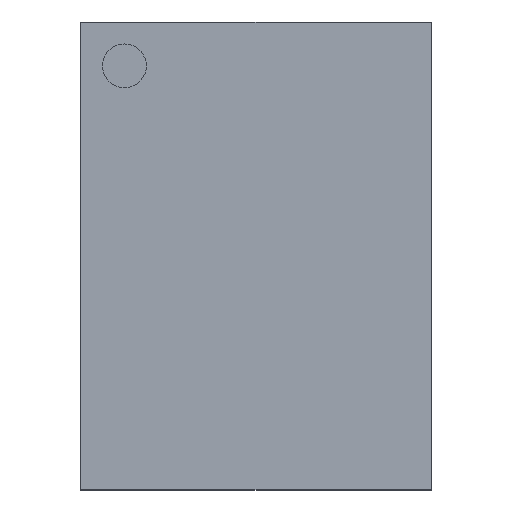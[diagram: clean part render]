
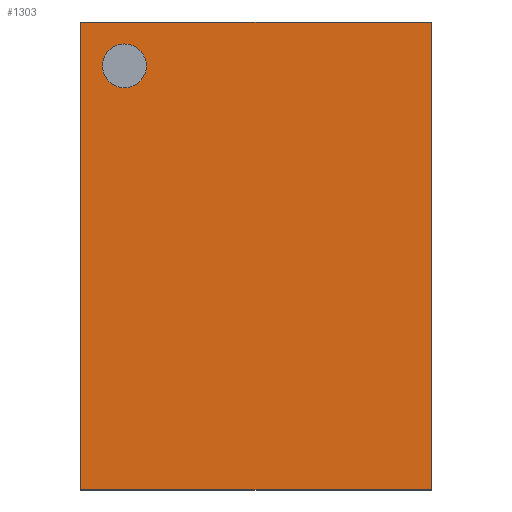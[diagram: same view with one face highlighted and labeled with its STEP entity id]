
A CAD part, top view. The second image highlights one B-rep face of the part: STEP entity #1303.
In plain terms, the highlighted planar face has unit normal (0, 0, 1).
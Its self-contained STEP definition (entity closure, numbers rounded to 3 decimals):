
#1114 = VERTEX_POINT('',#1115);
#1115 = CARTESIAN_POINT('',(-5.625,-7.5,3.62));
#1122 = PLANE('',#1123);
#1123 = AXIS2_PLACEMENT_3D('',#1124,#1125,#1126);
#1124 = CARTESIAN_POINT('',(-5.625,-7.5,0.75));
#1125 = DIRECTION('',(1.,0.,0.));
#1126 = DIRECTION('',(0.,0.,1.));
#1134 = PLANE('',#1135);
#1135 = AXIS2_PLACEMENT_3D('',#1136,#1137,#1138);
#1136 = CARTESIAN_POINT('',(-5.625,-7.5,0.75));
#1137 = DIRECTION('',(0.,1.,0.));
#1138 = DIRECTION('',(0.,0.,1.));
#1175 = VERTEX_POINT('',#1176);
#1176 = CARTESIAN_POINT('',(-5.625,7.5,3.62));
#1190 = PLANE('',#1191);
#1191 = AXIS2_PLACEMENT_3D('',#1192,#1193,#1194);
#1192 = CARTESIAN_POINT('',(-5.625,7.5,0.75));
#1193 = DIRECTION('',(0.,1.,0.));
#1194 = DIRECTION('',(0.,0.,1.));
#1202 = EDGE_CURVE('',#1114,#1175,#1203,.T.);
#1203 = SURFACE_CURVE('',#1204,(#1208,#1215),.PCURVE_S1.);
#1204 = LINE('',#1205,#1206);
#1205 = CARTESIAN_POINT('',(-5.625,-7.5,3.62));
#1206 = VECTOR('',#1207,1.);
#1207 = DIRECTION('',(0.,1.,0.));
#1208 = PCURVE('',#1122,#1209);
#1209 = DEFINITIONAL_REPRESENTATION('',(#1210),#1214);
#1210 = LINE('',#1211,#1212);
#1211 = CARTESIAN_POINT('',(2.87,0.));
#1212 = VECTOR('',#1213,1.);
#1213 = DIRECTION('',(0.,-1.));
#1214 = ( GEOMETRIC_REPRESENTATION_CONTEXT(2) 
PARAMETRIC_REPRESENTATION_CONTEXT() REPRESENTATION_CONTEXT('2D SPACE',''
  ) );
#1215 = PCURVE('',#1216,#1221);
#1216 = PLANE('',#1217);
#1217 = AXIS2_PLACEMENT_3D('',#1218,#1219,#1220);
#1218 = CARTESIAN_POINT('',(-5.625,-7.5,3.62));
#1219 = DIRECTION('',(0.,0.,1.));
#1220 = DIRECTION('',(1.,0.,0.));
#1221 = DEFINITIONAL_REPRESENTATION('',(#1222),#1226);
#1222 = LINE('',#1223,#1224);
#1223 = CARTESIAN_POINT('',(0.,0.));
#1224 = VECTOR('',#1225,1.);
#1225 = DIRECTION('',(0.,1.));
#1226 = ( GEOMETRIC_REPRESENTATION_CONTEXT(2) 
PARAMETRIC_REPRESENTATION_CONTEXT() REPRESENTATION_CONTEXT('2D SPACE',''
  ) );
#1255 = EDGE_CURVE('',#1114,#1256,#1258,.T.);
#1256 = VERTEX_POINT('',#1257);
#1257 = CARTESIAN_POINT('',(5.625,-7.5,3.62));
#1258 = SURFACE_CURVE('',#1259,(#1263,#1270),.PCURVE_S1.);
#1259 = LINE('',#1260,#1261);
#1260 = CARTESIAN_POINT('',(-5.625,-7.5,3.62));
#1261 = VECTOR('',#1262,1.);
#1262 = DIRECTION('',(1.,0.,0.));
#1263 = PCURVE('',#1134,#1264);
#1264 = DEFINITIONAL_REPRESENTATION('',(#1265),#1269);
#1265 = LINE('',#1266,#1267);
#1266 = CARTESIAN_POINT('',(2.87,0.));
#1267 = VECTOR('',#1268,1.);
#1268 = DIRECTION('',(0.,1.));
#1269 = ( GEOMETRIC_REPRESENTATION_CONTEXT(2) 
PARAMETRIC_REPRESENTATION_CONTEXT() REPRESENTATION_CONTEXT('2D SPACE',''
  ) );
#1270 = PCURVE('',#1216,#1271);
#1271 = DEFINITIONAL_REPRESENTATION('',(#1272),#1276);
#1272 = LINE('',#1273,#1274);
#1273 = CARTESIAN_POINT('',(0.,0.));
#1274 = VECTOR('',#1275,1.);
#1275 = DIRECTION('',(1.,0.));
#1276 = ( GEOMETRIC_REPRESENTATION_CONTEXT(2) 
PARAMETRIC_REPRESENTATION_CONTEXT() REPRESENTATION_CONTEXT('2D SPACE',''
  ) );
#1292 = PLANE('',#1293);
#1293 = AXIS2_PLACEMENT_3D('',#1294,#1295,#1296);
#1294 = CARTESIAN_POINT('',(5.625,-7.5,0.75));
#1295 = DIRECTION('',(1.,0.,0.));
#1296 = DIRECTION('',(0.,0.,1.));
#1303 = ADVANCED_FACE('',(#1304,#1352),#1216,.T.);
#1304 = FACE_BOUND('',#1305,.T.);
#1305 = EDGE_LOOP('',(#1306,#1307,#1308,#1331));
#1306 = ORIENTED_EDGE('',*,*,#1202,.F.);
#1307 = ORIENTED_EDGE('',*,*,#1255,.T.);
#1308 = ORIENTED_EDGE('',*,*,#1309,.T.);
#1309 = EDGE_CURVE('',#1256,#1310,#1312,.T.);
#1310 = VERTEX_POINT('',#1311);
#1311 = CARTESIAN_POINT('',(5.625,7.5,3.62));
#1312 = SURFACE_CURVE('',#1313,(#1317,#1324),.PCURVE_S1.);
#1313 = LINE('',#1314,#1315);
#1314 = CARTESIAN_POINT('',(5.625,-7.5,3.62));
#1315 = VECTOR('',#1316,1.);
#1316 = DIRECTION('',(0.,1.,0.));
#1317 = PCURVE('',#1216,#1318);
#1318 = DEFINITIONAL_REPRESENTATION('',(#1319),#1323);
#1319 = LINE('',#1320,#1321);
#1320 = CARTESIAN_POINT('',(11.25,0.));
#1321 = VECTOR('',#1322,1.);
#1322 = DIRECTION('',(0.,1.));
#1323 = ( GEOMETRIC_REPRESENTATION_CONTEXT(2) 
PARAMETRIC_REPRESENTATION_CONTEXT() REPRESENTATION_CONTEXT('2D SPACE',''
  ) );
#1324 = PCURVE('',#1292,#1325);
#1325 = DEFINITIONAL_REPRESENTATION('',(#1326),#1330);
#1326 = LINE('',#1327,#1328);
#1327 = CARTESIAN_POINT('',(2.87,0.));
#1328 = VECTOR('',#1329,1.);
#1329 = DIRECTION('',(0.,-1.));
#1330 = ( GEOMETRIC_REPRESENTATION_CONTEXT(2) 
PARAMETRIC_REPRESENTATION_CONTEXT() REPRESENTATION_CONTEXT('2D SPACE',''
  ) );
#1331 = ORIENTED_EDGE('',*,*,#1332,.F.);
#1332 = EDGE_CURVE('',#1175,#1310,#1333,.T.);
#1333 = SURFACE_CURVE('',#1334,(#1338,#1345),.PCURVE_S1.);
#1334 = LINE('',#1335,#1336);
#1335 = CARTESIAN_POINT('',(-5.625,7.5,3.62));
#1336 = VECTOR('',#1337,1.);
#1337 = DIRECTION('',(1.,0.,0.));
#1338 = PCURVE('',#1216,#1339);
#1339 = DEFINITIONAL_REPRESENTATION('',(#1340),#1344);
#1340 = LINE('',#1341,#1342);
#1341 = CARTESIAN_POINT('',(0.,15.));
#1342 = VECTOR('',#1343,1.);
#1343 = DIRECTION('',(1.,0.));
#1344 = ( GEOMETRIC_REPRESENTATION_CONTEXT(2) 
PARAMETRIC_REPRESENTATION_CONTEXT() REPRESENTATION_CONTEXT('2D SPACE',''
  ) );
#1345 = PCURVE('',#1190,#1346);
#1346 = DEFINITIONAL_REPRESENTATION('',(#1347),#1351);
#1347 = LINE('',#1348,#1349);
#1348 = CARTESIAN_POINT('',(2.87,0.));
#1349 = VECTOR('',#1350,1.);
#1350 = DIRECTION('',(0.,1.));
#1351 = ( GEOMETRIC_REPRESENTATION_CONTEXT(2) 
PARAMETRIC_REPRESENTATION_CONTEXT() REPRESENTATION_CONTEXT('2D SPACE',''
  ) );
#1352 = FACE_BOUND('',#1353,.T.);
#1353 = EDGE_LOOP('',(#1354));
#1354 = ORIENTED_EDGE('',*,*,#1355,.F.);
#1355 = EDGE_CURVE('',#1356,#1356,#1358,.T.);
#1356 = VERTEX_POINT('',#1357);
#1357 = CARTESIAN_POINT('',(-3.516,6.094,3.62));
#1358 = SURFACE_CURVE('',#1359,(#1364,#1371),.PCURVE_S1.);
#1359 = CIRCLE('',#1360,0.703);
#1360 = AXIS2_PLACEMENT_3D('',#1361,#1362,#1363);
#1361 = CARTESIAN_POINT('',(-4.219,6.094,3.62));
#1362 = DIRECTION('',(0.,0.,1.));
#1363 = DIRECTION('',(1.,0.,0.));
#1364 = PCURVE('',#1216,#1365);
#1365 = DEFINITIONAL_REPRESENTATION('',(#1366),#1370);
#1366 = CIRCLE('',#1367,0.703);
#1367 = AXIS2_PLACEMENT_2D('',#1368,#1369);
#1368 = CARTESIAN_POINT('',(1.406,13.594));
#1369 = DIRECTION('',(1.,0.));
#1370 = ( GEOMETRIC_REPRESENTATION_CONTEXT(2) 
PARAMETRIC_REPRESENTATION_CONTEXT() REPRESENTATION_CONTEXT('2D SPACE',''
  ) );
#1371 = PCURVE('',#1372,#1377);
#1372 = CYLINDRICAL_SURFACE('',#1373,0.703);
#1373 = AXIS2_PLACEMENT_3D('',#1374,#1375,#1376);
#1374 = CARTESIAN_POINT('',(-4.219,6.094,3.258));
#1375 = DIRECTION('',(0.,0.,1.));
#1376 = DIRECTION('',(1.,0.,0.));
#1377 = DEFINITIONAL_REPRESENTATION('',(#1378),#1382);
#1378 = LINE('',#1379,#1380);
#1379 = CARTESIAN_POINT('',(0.,0.362));
#1380 = VECTOR('',#1381,1.);
#1381 = DIRECTION('',(1.,0.));
#1382 = ( GEOMETRIC_REPRESENTATION_CONTEXT(2) 
PARAMETRIC_REPRESENTATION_CONTEXT() REPRESENTATION_CONTEXT('2D SPACE',''
  ) );
